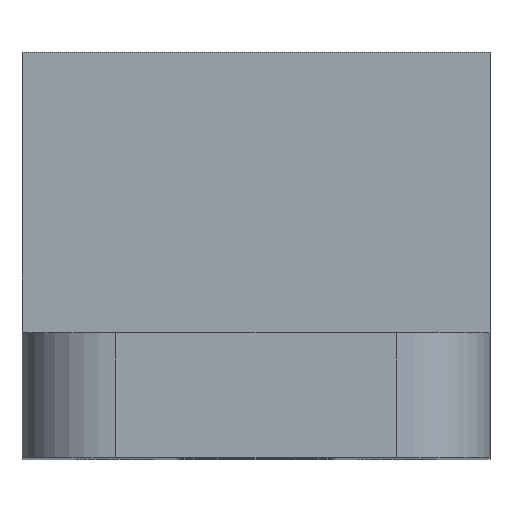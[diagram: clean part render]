
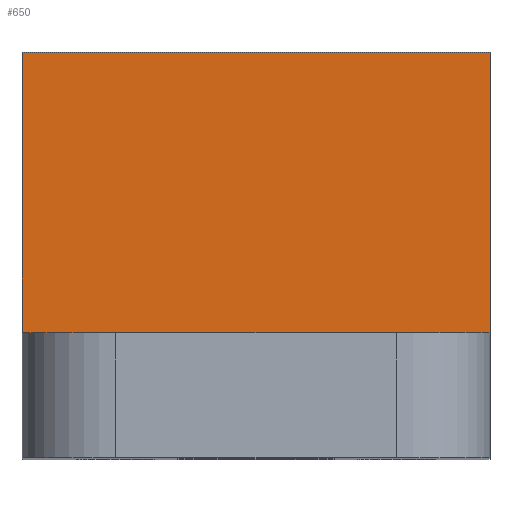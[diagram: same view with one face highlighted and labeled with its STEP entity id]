
A CAD part, top view. The second image highlights one B-rep face of the part: STEP entity #650.
In plain terms, the highlighted planar face has unit normal (0, 0, 1).
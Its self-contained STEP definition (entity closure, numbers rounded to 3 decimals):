
#60 = VECTOR ( 'NONE', #156, 1000. ) ;
#94 = ORIENTED_EDGE ( 'NONE', *, *, #478, .T. ) ;
#131 = EDGE_LOOP ( 'NONE', ( #475, #146, #451, #94 ) ) ;
#146 = ORIENTED_EDGE ( 'NONE', *, *, #588, .F. ) ;
#150 = EDGE_CURVE ( 'NONE', #441, #621, #729, .T. ) ;
#156 = DIRECTION ( 'NONE',  ( 0., -1., 0. ) ) ;
#180 = LINE ( 'NONE', #407, #229 ) ;
#190 = FACE_OUTER_BOUND ( 'NONE', #131, .T. ) ;
#229 = VECTOR ( 'NONE', #320, 1000. ) ;
#246 = PLANE ( 'NONE',  #740 ) ;
#251 = CARTESIAN_POINT ( 'NONE',  ( -32.5, 4., 12.5 ) ) ;
#302 = CARTESIAN_POINT ( 'NONE',  ( -7.5, 17., 12.5 ) ) ;
#317 = EDGE_CURVE ( 'NONE', #503, #593, #497, .T. ) ;
#320 = DIRECTION ( 'NONE',  ( 0., -1., 0. ) ) ;
#354 = CARTESIAN_POINT ( 'NONE',  ( -7.5, 8., 12.5 ) ) ;
#392 = DIRECTION ( 'NONE',  ( -1., 0., 0. ) ) ;
#407 = CARTESIAN_POINT ( 'NONE',  ( 7.5, 17., 12.5 ) ) ;
#441 = VERTEX_POINT ( 'NONE', #586 ) ;
#451 = ORIENTED_EDGE ( 'NONE', *, *, #150, .F. ) ;
#455 = VECTOR ( 'NONE', #696, 1000. ) ;
#475 = ORIENTED_EDGE ( 'NONE', *, *, #317, .F. ) ;
#478 = EDGE_CURVE ( 'NONE', #441, #593, #797, .T. ) ;
#485 = CARTESIAN_POINT ( 'NONE',  ( -7.5, 8., 12.5 ) ) ;
#497 = LINE ( 'NONE', #354, #455 ) ;
#503 = VERTEX_POINT ( 'NONE', #653 ) ;
#518 = DIRECTION ( 'NONE',  ( 1., 0., 0. ) ) ;
#529 = DIRECTION ( 'NONE',  ( 0., 0., -1. ) ) ;
#586 = CARTESIAN_POINT ( 'NONE',  ( -7.5, 17., 12.5 ) ) ;
#588 = EDGE_CURVE ( 'NONE', #621, #503, #180, .T. ) ;
#593 = VERTEX_POINT ( 'NONE', #485 ) ;
#608 = CARTESIAN_POINT ( 'NONE',  ( 7.5, 17., 12.5 ) ) ;
#621 = VERTEX_POINT ( 'NONE', #608 ) ;
#650 = ADVANCED_FACE ( 'NONE', ( #190 ), #246, .F. ) ;
#653 = CARTESIAN_POINT ( 'NONE',  ( 7.5, 8., 12.5 ) ) ;
#655 = CARTESIAN_POINT ( 'NONE',  ( -7.5, 17., 12.5 ) ) ;
#696 = DIRECTION ( 'NONE',  ( -1., 0., 0. ) ) ;
#723 = VECTOR ( 'NONE', #518, 1000. ) ;
#729 = LINE ( 'NONE', #655, #723 ) ;
#740 = AXIS2_PLACEMENT_3D ( 'NONE', #251, #529, #392 ) ;
#797 = LINE ( 'NONE', #302, #60 ) ;
